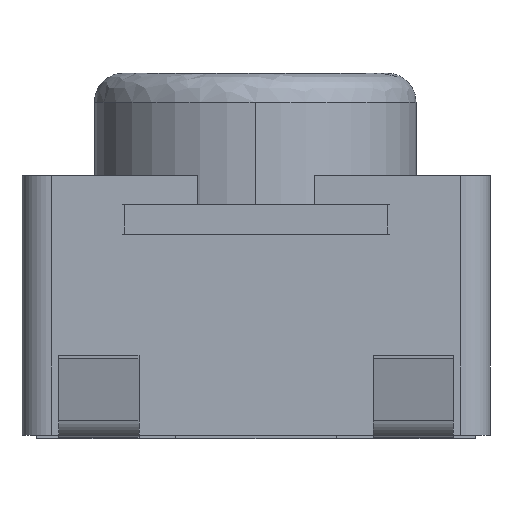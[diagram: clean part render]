
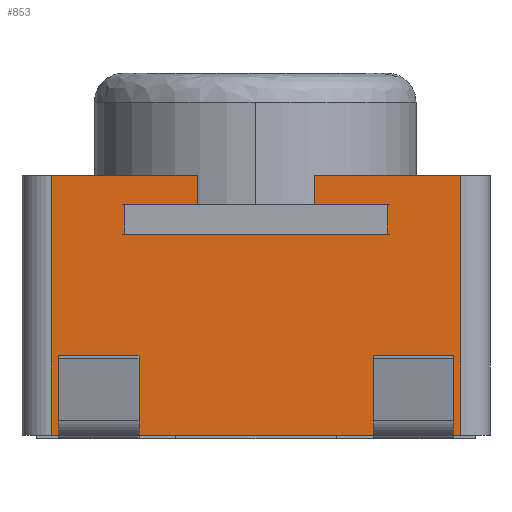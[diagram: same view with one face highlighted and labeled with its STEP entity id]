
A CAD part, left-side view. The second image highlights one B-rep face of the part: STEP entity #853.
In plain terms, the highlighted planar face has unit normal (-1, 0, 0).
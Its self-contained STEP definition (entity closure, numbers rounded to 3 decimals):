
#44 = LINE ( 'NONE', #3436, #2936 ) ;
#95 = LINE ( 'NONE', #948, #1298 ) ;
#163 = LINE ( 'NONE', #3633, #1875 ) ;
#168 = VECTOR ( 'NONE', #887, 1000. ) ;
#190 = LINE ( 'NONE', #2428, #3554 ) ;
#232 = CARTESIAN_POINT ( 'NONE',  ( -25., -19.244, 1.8 ) ) ;
#269 = CARTESIAN_POINT ( 'NONE',  ( -25., -18.744, 1.8 ) ) ;
#285 = ORIENTED_EDGE ( 'NONE', *, *, #2922, .F. ) ;
#289 = DIRECTION ( 'NONE',  ( 1., 0., 0. ) ) ;
#303 = CARTESIAN_POINT ( 'NONE',  ( -25., -16.244, 1.8 ) ) ;
#327 = CARTESIAN_POINT ( 'NONE',  ( -25., -16.944, 1.4 ) ) ;
#350 = CARTESIAN_POINT ( 'NONE',  ( -25., -16.244, 1.6 ) ) ;
#353 = VERTEX_POINT ( 'NONE', #2053 ) ;
#514 = VECTOR ( 'NONE', #1472, 1000. ) ;
#518 = VECTOR ( 'NONE', #923, 1000. ) ;
#583 = PLANE ( 'NONE',  #1329 ) ;
#598 = CARTESIAN_POINT ( 'NONE',  ( -25., -19.244, 1.8 ) ) ;
#652 = CARTESIAN_POINT ( 'NONE',  ( -25., -18.744, 1.6 ) ) ;
#714 = EDGE_CURVE ( 'NONE', #3302, #1144, #163, .T. ) ;
#807 = EDGE_CURVE ( 'NONE', #1245, #2215, #1429, .T. ) ;
#853 = ADVANCED_FACE ( 'NONE', ( #3662 ), #583, .F. ) ;
#856 = LINE ( 'NONE', #2559, #168 ) ;
#887 = DIRECTION ( 'NONE',  ( 0., 0., -1. ) ) ;
#909 = VERTEX_POINT ( 'NONE', #2307 ) ;
#923 = DIRECTION ( 'NONE',  ( 0., 1., 0. ) ) ;
#948 = CARTESIAN_POINT ( 'NONE',  ( -25., -16.244, 1.4 ) ) ;
#1015 = CARTESIAN_POINT ( 'NONE',  ( -25., -18.744, 1.4 ) ) ;
#1026 = DIRECTION ( 'NONE',  ( 0., 1., 0. ) ) ;
#1032 = VERTEX_POINT ( 'NONE', #1555 ) ;
#1097 = CARTESIAN_POINT ( 'NONE',  ( -25., -16.444, 0.025 ) ) ;
#1100 = EDGE_CURVE ( 'NONE', #3615, #2004, #3571, .T. ) ;
#1102 = ORIENTED_EDGE ( 'NONE', *, *, #2653, .T. ) ;
#1119 = VECTOR ( 'NONE', #2592, 1000. ) ;
#1125 = DIRECTION ( 'NONE',  ( 0., 1., 0. ) ) ;
#1144 = VERTEX_POINT ( 'NONE', #2474 ) ;
#1178 = CARTESIAN_POINT ( 'NONE',  ( -25., -16.444, 1.8 ) ) ;
#1202 = ORIENTED_EDGE ( 'NONE', *, *, #2315, .F. ) ;
#1245 = VERTEX_POINT ( 'NONE', #1015 ) ;
#1298 = VECTOR ( 'NONE', #3227, 1000. ) ;
#1329 = AXIS2_PLACEMENT_3D ( 'NONE', #303, #289, #1993 ) ;
#1359 = VECTOR ( 'NONE', #2790, 1000. ) ;
#1367 = LINE ( 'NONE', #232, #1119 ) ;
#1380 = EDGE_CURVE ( 'NONE', #353, #1032, #44, .T. ) ;
#1423 = ORIENTED_EDGE ( 'NONE', *, *, #714, .F. ) ;
#1429 = LINE ( 'NONE', #269, #1991 ) ;
#1432 = EDGE_CURVE ( 'NONE', #3159, #3302, #1710, .T. ) ;
#1472 = DIRECTION ( 'NONE',  ( 0., 0., -1. ) ) ;
#1514 = DIRECTION ( 'NONE',  ( 0., 0., 1. ) ) ;
#1553 = ORIENTED_EDGE ( 'NONE', *, *, #807, .F. ) ;
#1555 = CARTESIAN_POINT ( 'NONE',  ( -25., -16.944, 1.6 ) ) ;
#1646 = ORIENTED_EDGE ( 'NONE', *, *, #2451, .F. ) ;
#1656 = CARTESIAN_POINT ( 'NONE',  ( -25., -16.244, 1.8 ) ) ;
#1691 = ORIENTED_EDGE ( 'NONE', *, *, #1432, .F. ) ;
#1710 = LINE ( 'NONE', #1178, #2178 ) ;
#1801 = EDGE_LOOP ( 'NONE', ( #2742, #285, #1949, #1202, #2968, #1553, #1102, #2363, #2438, #1646, #1423, #1691 ) ) ;
#1875 = VECTOR ( 'NONE', #2792, 1000. ) ;
#1877 = VECTOR ( 'NONE', #1903, 1000. ) ;
#1903 = DIRECTION ( 'NONE',  ( 0., -1., 0. ) ) ;
#1949 = ORIENTED_EDGE ( 'NONE', *, *, #1100, .F. ) ;
#1991 = VECTOR ( 'NONE', #2545, 1000. ) ;
#1993 = DIRECTION ( 'NONE',  ( 0., 0., -1. ) ) ;
#2004 = VERTEX_POINT ( 'NONE', #598 ) ;
#2053 = CARTESIAN_POINT ( 'NONE',  ( -25., -17.444, 1.6 ) ) ;
#2178 = VECTOR ( 'NONE', #1514, 1000. ) ;
#2215 = VERTEX_POINT ( 'NONE', #652 ) ;
#2223 = CARTESIAN_POINT ( 'NONE',  ( -25., -18.244, 1.6 ) ) ;
#2307 = CARTESIAN_POINT ( 'NONE',  ( -25., -16.944, 1.4 ) ) ;
#2315 = EDGE_CURVE ( 'NONE', #3211, #3615, #3313, .T. ) ;
#2363 = ORIENTED_EDGE ( 'NONE', *, *, #3547, .F. ) ;
#2428 = CARTESIAN_POINT ( 'NONE',  ( -25., -16.244, 0.025 ) ) ;
#2438 = ORIENTED_EDGE ( 'NONE', *, *, #1380, .F. ) ;
#2451 = EDGE_CURVE ( 'NONE', #1144, #353, #856, .T. ) ;
#2474 = CARTESIAN_POINT ( 'NONE',  ( -25., -17.444, 1.8 ) ) ;
#2545 = DIRECTION ( 'NONE',  ( 0., 0., 1. ) ) ;
#2559 = CARTESIAN_POINT ( 'NONE',  ( -25., -17.444, 1.6 ) ) ;
#2592 = DIRECTION ( 'NONE',  ( 0., 0., -1. ) ) ;
#2653 = EDGE_CURVE ( 'NONE', #1245, #909, #95, .T. ) ;
#2742 = ORIENTED_EDGE ( 'NONE', *, *, #3122, .F. ) ;
#2749 = EDGE_CURVE ( 'NONE', #2215, #3211, #2911, .T. ) ;
#2790 = DIRECTION ( 'NONE',  ( 0., 0., 1. ) ) ;
#2792 = DIRECTION ( 'NONE',  ( 0., -1., 0. ) ) ;
#2911 = LINE ( 'NONE', #350, #518 ) ;
#2922 = EDGE_CURVE ( 'NONE', #2004, #2996, #1367, .T. ) ;
#2936 = VECTOR ( 'NONE', #1125, 1000. ) ;
#2968 = ORIENTED_EDGE ( 'NONE', *, *, #2749, .F. ) ;
#2996 = VERTEX_POINT ( 'NONE', #3146 ) ;
#3122 = EDGE_CURVE ( 'NONE', #2996, #3159, #190, .T. ) ;
#3146 = CARTESIAN_POINT ( 'NONE',  ( -25., -19.244, 0.025 ) ) ;
#3159 = VERTEX_POINT ( 'NONE', #1097 ) ;
#3211 = VERTEX_POINT ( 'NONE', #2223 ) ;
#3227 = DIRECTION ( 'NONE',  ( 0., 1., 0. ) ) ;
#3293 = CARTESIAN_POINT ( 'NONE',  ( -25., -18.244, 1.6 ) ) ;
#3302 = VERTEX_POINT ( 'NONE', #3666 ) ;
#3313 = LINE ( 'NONE', #3293, #1359 ) ;
#3411 = LINE ( 'NONE', #327, #514 ) ;
#3436 = CARTESIAN_POINT ( 'NONE',  ( -25., -16.244, 1.6 ) ) ;
#3503 = CARTESIAN_POINT ( 'NONE',  ( -25., -18.244, 1.8 ) ) ;
#3547 = EDGE_CURVE ( 'NONE', #1032, #909, #3411, .T. ) ;
#3554 = VECTOR ( 'NONE', #1026, 1000. ) ;
#3571 = LINE ( 'NONE', #1656, #1877 ) ;
#3615 = VERTEX_POINT ( 'NONE', #3503 ) ;
#3633 = CARTESIAN_POINT ( 'NONE',  ( -25., -16.244, 1.8 ) ) ;
#3662 = FACE_OUTER_BOUND ( 'NONE', #1801, .T. ) ;
#3666 = CARTESIAN_POINT ( 'NONE',  ( -25., -16.444, 1.8 ) ) ;
